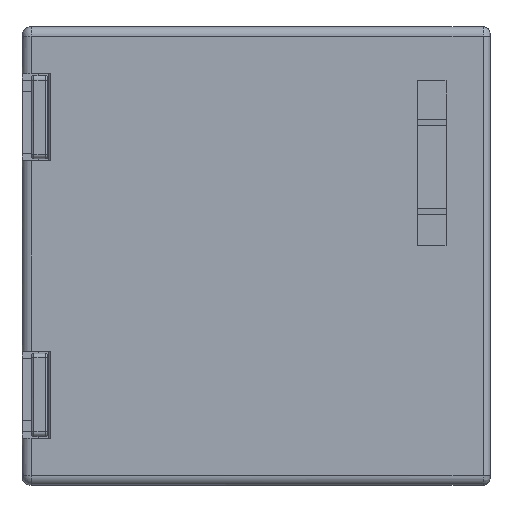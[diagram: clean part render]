
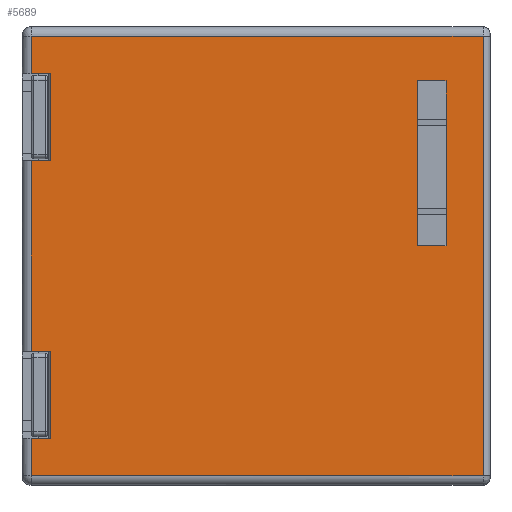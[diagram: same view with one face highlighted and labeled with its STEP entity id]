
A CAD part, front view. The second image highlights one B-rep face of the part: STEP entity #5689.
In plain terms, the highlighted planar face has unit normal (0, -1, 0).
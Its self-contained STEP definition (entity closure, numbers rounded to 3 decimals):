
#4905=CARTESIAN_POINT('Line Origine',(-87.575,-33.,-39.4)) ;
#4909=CARTESIAN_POINT('Vertex',(-85.45,-33.,-39.4)) ;
#4911=CARTESIAN_POINT('Vertex',(-89.7,-33.,-39.4)) ;
#5088=CARTESIAN_POINT('Vertex',(-85.45,-33.,-20.6)) ;
#5091=CARTESIAN_POINT('Line Origine',(-87.575,-33.,-20.6)) ;
#5095=CARTESIAN_POINT('Vertex',(-89.7,-33.,-20.6)) ;
#5549=CARTESIAN_POINT('Line Origine',(-89.7,-33.,-178.556)) ;
#5553=CARTESIAN_POINT('Vertex',(-89.7,-33.,-47.5)) ;
#5577=CARTESIAN_POINT('Axis2P3D Location',(-84.75,-33.,-49.5)) ;
#5582=CARTESIAN_POINT('Line Origine',(-89.7,-33.,43.45)) ;
#5586=CARTESIAN_POINT('Vertex',(-89.7,-33.,39.4)) ;
#5588=CARTESIAN_POINT('Vertex',(-89.7,-33.,47.5)) ;
#5591=CARTESIAN_POINT('Line Origine',(-87.575,-33.,39.4)) ;
#5595=CARTESIAN_POINT('Vertex',(-85.45,-33.,39.4)) ;
#5598=CARTESIAN_POINT('Line Origine',(-85.45,-33.,30.)) ;
#5602=CARTESIAN_POINT('Vertex',(-85.45,-33.,20.6)) ;
#5605=CARTESIAN_POINT('Line Origine',(-87.575,-33.,20.6)) ;
#5609=CARTESIAN_POINT('Vertex',(-89.7,-33.,20.6)) ;
#5612=CARTESIAN_POINT('Line Origine',(-89.7,-33.,0.)) ;
#5617=CARTESIAN_POINT('Line Origine',(-85.45,-33.,-30.)) ;
#5622=CARTESIAN_POINT('Line Origine',(-40.925,-33.,-47.5)) ;
#5626=CARTESIAN_POINT('Vertex',(7.85,-33.,-47.5)) ;
#5629=CARTESIAN_POINT('Line Origine',(7.85,-33.,0.)) ;
#5633=CARTESIAN_POINT('Vertex',(7.85,-33.,47.5)) ;
#5636=CARTESIAN_POINT('Line Origine',(-40.925,-33.,47.5)) ;
#5655=CARTESIAN_POINT('Line Origine',(-3.25,-33.,37.8)) ;
#5659=CARTESIAN_POINT('Vertex',(-6.35,-33.,37.8)) ;
#5661=CARTESIAN_POINT('Vertex',(-0.15,-33.,37.8)) ;
#5664=CARTESIAN_POINT('Line Origine',(-0.15,-33.,20.)) ;
#5668=CARTESIAN_POINT('Vertex',(-0.15,-33.,2.2)) ;
#5671=CARTESIAN_POINT('Line Origine',(-3.25,-33.,2.2)) ;
#5675=CARTESIAN_POINT('Vertex',(-6.35,-33.,2.2)) ;
#5678=CARTESIAN_POINT('Line Origine',(-6.35,-33.,20.)) ;
#4906=DIRECTION('Vector Direction',(-1.,0.,0.)) ;
#5092=DIRECTION('Vector Direction',(1.,0.,0.)) ;
#5550=DIRECTION('Vector Direction',(0.,0.,1.)) ;
#5578=DIRECTION('Axis2P3D Direction',(0.,-1.,0.)) ;
#5579=DIRECTION('Axis2P3D XDirection',(0.,0.,1.)) ;
#5583=DIRECTION('Vector Direction',(0.,0.,1.)) ;
#5592=DIRECTION('Vector Direction',(1.,0.,0.)) ;
#5599=DIRECTION('Vector Direction',(0.,0.,1.)) ;
#5606=DIRECTION('Vector Direction',(-1.,0.,0.)) ;
#5613=DIRECTION('Vector Direction',(0.,0.,-1.)) ;
#5618=DIRECTION('Vector Direction',(0.,0.,1.)) ;
#5623=DIRECTION('Vector Direction',(1.,0.,0.)) ;
#5630=DIRECTION('Vector Direction',(0.,0.,-1.)) ;
#5637=DIRECTION('Vector Direction',(1.,0.,0.)) ;
#5656=DIRECTION('Vector Direction',(1.,0.,0.)) ;
#5665=DIRECTION('Vector Direction',(0.,0.,1.)) ;
#5672=DIRECTION('Vector Direction',(1.,0.,0.)) ;
#5679=DIRECTION('Vector Direction',(0.,0.,1.)) ;
#5580=AXIS2_PLACEMENT_3D('Plane Axis2P3D',#5577,#5578,#5579) ;
#5642=ORIENTED_EDGE('',*,*,#5590,.F.) ;
#5643=ORIENTED_EDGE('',*,*,#5597,.T.) ;
#5644=ORIENTED_EDGE('',*,*,#5604,.F.) ;
#5645=ORIENTED_EDGE('',*,*,#5611,.T.) ;
#5646=ORIENTED_EDGE('',*,*,#5616,.T.) ;
#5647=ORIENTED_EDGE('',*,*,#5097,.T.) ;
#5648=ORIENTED_EDGE('',*,*,#5621,.F.) ;
#5649=ORIENTED_EDGE('',*,*,#4913,.T.) ;
#5650=ORIENTED_EDGE('',*,*,#5555,.F.) ;
#5651=ORIENTED_EDGE('',*,*,#5628,.T.) ;
#5652=ORIENTED_EDGE('',*,*,#5635,.F.) ;
#5653=ORIENTED_EDGE('',*,*,#5640,.F.) ;
#5684=ORIENTED_EDGE('',*,*,#5663,.T.) ;
#5685=ORIENTED_EDGE('',*,*,#5670,.F.) ;
#5686=ORIENTED_EDGE('',*,*,#5677,.F.) ;
#5687=ORIENTED_EDGE('',*,*,#5682,.T.) ;
#5688=FACE_BOUND('',#5683,.T.) ;
#4907=VECTOR('Line Direction',#4906,1.) ;
#5093=VECTOR('Line Direction',#5092,1.) ;
#5551=VECTOR('Line Direction',#5550,1.) ;
#5584=VECTOR('Line Direction',#5583,1.) ;
#5593=VECTOR('Line Direction',#5592,1.) ;
#5600=VECTOR('Line Direction',#5599,1.) ;
#5607=VECTOR('Line Direction',#5606,1.) ;
#5614=VECTOR('Line Direction',#5613,1.) ;
#5619=VECTOR('Line Direction',#5618,1.) ;
#5624=VECTOR('Line Direction',#5623,1.) ;
#5631=VECTOR('Line Direction',#5630,1.) ;
#5638=VECTOR('Line Direction',#5637,1.) ;
#5657=VECTOR('Line Direction',#5656,1.) ;
#5666=VECTOR('Line Direction',#5665,1.) ;
#5673=VECTOR('Line Direction',#5672,1.) ;
#5680=VECTOR('Line Direction',#5679,1.) ;
#5689=ADVANCED_FACE('PartBody.2',(#5654,#5688),#5581,.T.) ;
#4913=EDGE_CURVE('',#4910,#4912,#4908,.T.) ;
#5097=EDGE_CURVE('',#5096,#5089,#5094,.T.) ;
#5555=EDGE_CURVE('',#5554,#4912,#5552,.T.) ;
#5590=EDGE_CURVE('',#5587,#5589,#5585,.T.) ;
#5597=EDGE_CURVE('',#5587,#5596,#5594,.T.) ;
#5604=EDGE_CURVE('',#5603,#5596,#5601,.T.) ;
#5611=EDGE_CURVE('',#5603,#5610,#5608,.T.) ;
#5616=EDGE_CURVE('',#5610,#5096,#5615,.T.) ;
#5621=EDGE_CURVE('',#4910,#5089,#5620,.T.) ;
#5628=EDGE_CURVE('',#5554,#5627,#5625,.T.) ;
#5635=EDGE_CURVE('',#5634,#5627,#5632,.T.) ;
#5640=EDGE_CURVE('',#5589,#5634,#5639,.T.) ;
#5663=EDGE_CURVE('',#5660,#5662,#5658,.T.) ;
#5670=EDGE_CURVE('',#5669,#5662,#5667,.T.) ;
#5677=EDGE_CURVE('',#5676,#5669,#5674,.T.) ;
#5682=EDGE_CURVE('',#5676,#5660,#5681,.T.) ;
#5641=EDGE_LOOP('',(#5642,#5643,#5644,#5645,#5646,#5647,#5648,#5649,#5650,#5651,#5652,#5653)) ;
#5683=EDGE_LOOP('',(#5684,#5685,#5686,#5687)) ;
#5654=FACE_OUTER_BOUND('',#5641,.T.) ;
#4908=LINE('Line',#4905,#4907) ;
#5094=LINE('Line',#5091,#5093) ;
#5552=LINE('Line',#5549,#5551) ;
#5585=LINE('Line',#5582,#5584) ;
#5594=LINE('Line',#5591,#5593) ;
#5601=LINE('Line',#5598,#5600) ;
#5608=LINE('Line',#5605,#5607) ;
#5615=LINE('Line',#5612,#5614) ;
#5620=LINE('Line',#5617,#5619) ;
#5625=LINE('Line',#5622,#5624) ;
#5632=LINE('Line',#5629,#5631) ;
#5639=LINE('Line',#5636,#5638) ;
#5658=LINE('Line',#5655,#5657) ;
#5667=LINE('Line',#5664,#5666) ;
#5674=LINE('Line',#5671,#5673) ;
#5681=LINE('Line',#5678,#5680) ;
#5581=PLANE('',#5580) ;
#4910=VERTEX_POINT('',#4909) ;
#4912=VERTEX_POINT('',#4911) ;
#5089=VERTEX_POINT('',#5088) ;
#5096=VERTEX_POINT('',#5095) ;
#5554=VERTEX_POINT('',#5553) ;
#5587=VERTEX_POINT('',#5586) ;
#5589=VERTEX_POINT('',#5588) ;
#5596=VERTEX_POINT('',#5595) ;
#5603=VERTEX_POINT('',#5602) ;
#5610=VERTEX_POINT('',#5609) ;
#5627=VERTEX_POINT('',#5626) ;
#5634=VERTEX_POINT('',#5633) ;
#5660=VERTEX_POINT('',#5659) ;
#5662=VERTEX_POINT('',#5661) ;
#5669=VERTEX_POINT('',#5668) ;
#5676=VERTEX_POINT('',#5675) ;
